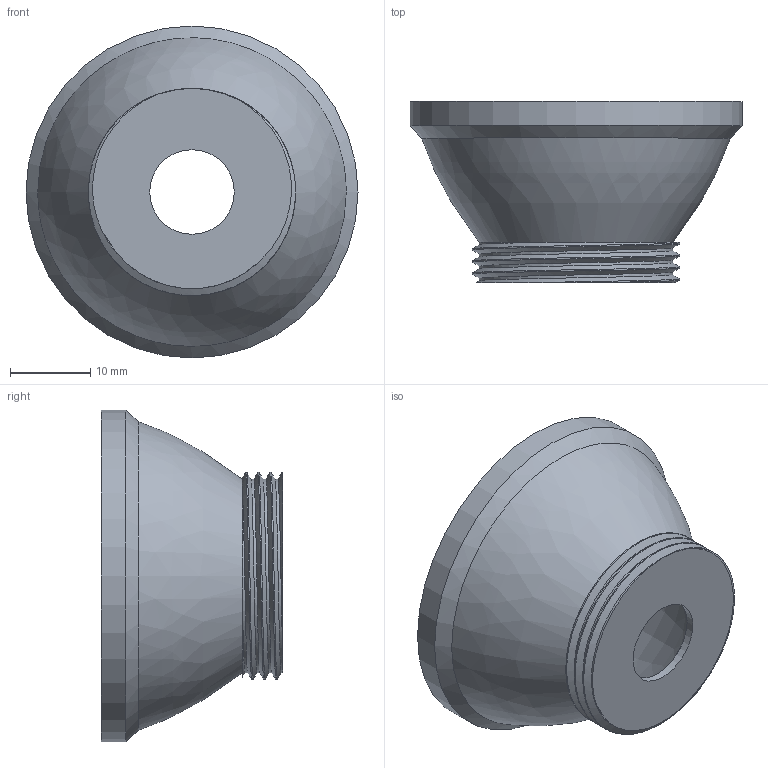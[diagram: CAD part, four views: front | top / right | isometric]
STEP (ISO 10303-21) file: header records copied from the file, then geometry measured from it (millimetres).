
FILE_DESCRIPTION(/* description */ (''),/* implementation_level */ '2;1');
FILE_NAME(/* name */ 'BigLens_body_Aluminum.step',/* time_stamp */ '2022-10-14T19:33:34+03:00',/* author */ (''),/* organization */ (''),/* preprocessor_version */ 'ST-DEVELOPER v19',/* originating_system */ 'Autodesk Translation Framework v11.7.0.108',/* authorisation */ '');
FILE_SCHEMA (('AUTOMOTIVE_DESIGN { 1 0 10303 214 3 1 1 }'));
Length unit declared in the file: millimetre
Products named in the file (1): iykujhfaegsrdgfhjk
Bounding box: 41.26 x 22.5 x 41.26 mm (x, y, z)
Volume: 3087 mm3; surface area: 5850 mm2
Topology: 1 solids, 1 shells, 23 faces, 55 edges, 36 vertices
Faces by surface type: cylinder 12, bspline 5, plane 5, cone 1
Full cylindrical faces by diameter (mm): 10.5 x1, 24.032 x2, 25.75 x3, 39.5 x1, 41.259 x1
Entity records: 2552 total; most frequent: CARTESIAN_POINT 2026, ORIENTED_EDGE 110, DIRECTION 73, EDGE_CURVE 55, VERTEX_POINT 36, AXIS2_PLACEMENT_3D 31, B_SPLINE_CURVE_WITH_KNOTS 30, EDGE_LOOP 27
